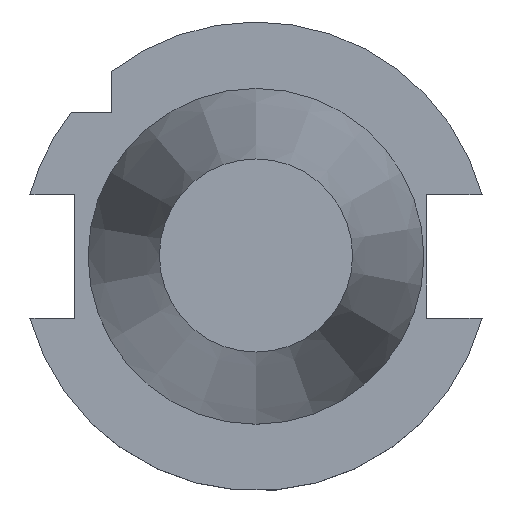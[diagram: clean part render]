
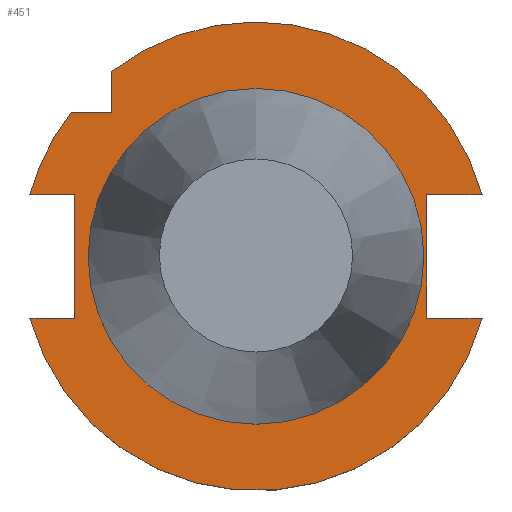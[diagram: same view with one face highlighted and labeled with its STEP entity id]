
A CAD part, top view. The second image highlights one B-rep face of the part: STEP entity #451.
In plain terms, the highlighted planar face has unit normal (0, 0, 1).
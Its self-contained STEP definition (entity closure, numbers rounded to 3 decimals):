
#166=EDGE_CURVE('240[2]',#505,#506,#507,.T.);
#184=EDGE_CURVE('240[2]',#534,#535,#536,.T.);
#191=EDGE_CURVE('240[2]',#546,#546,#547,.T.);
#270=EDGE_CURVE('240[2]',#669,#670,#671,.T.);
#335=EDGE_CURVE('240[2]',#659,#745,#763,.T.);
#339=EDGE_CURVE('240[2]',#535,#505,#767,.T.);
#400=EDGE_CURVE('240[2]',#670,#526,#845,.T.);
#424=EDGE_CURVE('240[2]',#543,#621,#871,.T.);
#438=EDGE_CURVE('240[2]',#659,#506,#886,.T.);
#451=ADVANCED_FACE('240[2]',(#901,#902),#903,.T.);
#459=EDGE_CURVE('240[2]',#534,#526,#912,.T.);
#461=EDGE_CURVE('240[2]',#745,#621,#914,.T.);
#463=EDGE_CURVE('240[2]',#543,#669,#916,.T.);
#505=VERTEX_POINT('',#955);
#506=VERTEX_POINT('',#956);
#507=LINE('',#957,#958);
#526=VERTEX_POINT('',#983);
#534=VERTEX_POINT('',#994);
#535=VERTEX_POINT('',#995);
#536=LINE('',#996,#997);
#543=VERTEX_POINT('',#1006);
#546=VERTEX_POINT('',#1011);
#547=CIRCLE('',#1012,34.925);
#621=VERTEX_POINT('',#1267);
#659=VERTEX_POINT('',#1340);
#669=VERTEX_POINT('',#1356);
#670=VERTEX_POINT('',#1357);
#671=LINE('',#1358,#1359);
#745=VERTEX_POINT('',#1471);
#763=LINE('',#1505,#1506);
#767=LINE('',#1521,#1522);
#845=LINE('',#1662,#1663);
#871=CIRCLE('',#1710,48.75);
#886=CIRCLE('',#1735,48.75);
#901=FACE_BOUND('',#1756,.T.);
#902=FACE_OUTER_BOUND('',#1757,.T.);
#903=PLANE('',#1758);
#912=CIRCLE('',#1773,48.75);
#914=LINE('',#1776,#1777);
#916=LINE('',#1780,#1781);
#955=CARTESIAN_POINT('',(35.5,12.85,-3.2));
#956=CARTESIAN_POINT('',(47.026,12.85,-3.2));
#957=CARTESIAN_POINT('',(21.422,12.85,-3.2));
#958=VECTOR('',#1823,1.0);
#983=CARTESIAN_POINT('',(-47.026,-12.85,-3.2));
#994=CARTESIAN_POINT('',(47.026,-12.85,-3.2));
#995=CARTESIAN_POINT('',(35.5,-12.85,-3.2));
#996=CARTESIAN_POINT('',(21.422,-12.85,-3.2));
#997=VECTOR('',#1862,1.0);
#1006=CARTESIAN_POINT('',(-47.026,12.85,-3.2));
#1011=CARTESIAN_POINT('',(0.,34.925,-3.2));
#1012=AXIS2_PLACEMENT_3D('',#1872,#1873,#1874);
#1267=CARTESIAN_POINT('',(-38.426,30.0,-3.2));
#1340=CARTESIAN_POINT('',(-30.0,38.426,-3.2));
#1356=CARTESIAN_POINT('',(-37.7,12.85,-3.2));
#1357=CARTESIAN_POINT('',(-37.7,-12.85,-3.2));
#1358=CARTESIAN_POINT('',(-37.7,20.919,-3.2));
#1359=VECTOR('',#1970,1.0);
#1471=CARTESIAN_POINT('',(-30.0,30.0,-3.2));
#1505=CARTESIAN_POINT('',(-30.0,38.978,-3.2));
#1506=VECTOR('',#2082,1.0);
#1521=CARTESIAN_POINT('',(35.5,20.919,-3.2));
#1522=VECTOR('',#2083,1.0);
#1662=CARTESIAN_POINT('',(-21.972,-12.85,-3.2));
#1663=VECTOR('',#2179,1.0);
#1710=AXIS2_PLACEMENT_3D('',#2221,#2222,#2223);
#1735=AXIS2_PLACEMENT_3D('',#2236,#2237,#2238);
#1756=EDGE_LOOP('',(#2260));
#1757=EDGE_LOOP('',(#2261,#2262,#2263,#2264,#2265,#2266,#2267,#2268,#2269,#2270,#2271));
#1758=AXIS2_PLACEMENT_3D('',#2272,#2273,#2274);
#1773=AXIS2_PLACEMENT_3D('',#2280,#2281,#2282);
#1776=CARTESIAN_POINT('',(-18.059,30.0,-3.2));
#1777=VECTOR('',#2283,1.0);
#1780=CARTESIAN_POINT('',(-21.972,12.85,-3.2));
#1781=VECTOR('',#2284,1.0);
#1823=DIRECTION('',(1.0,0.,0.));
#1862=DIRECTION('',(-1.0,0.,0.));
#1872=CARTESIAN_POINT('',(0.,0.,-3.2));
#1873=DIRECTION('',(0.,0.,-1.0));
#1874=DIRECTION('',(0.,1.0,0.));
#1970=DIRECTION('',(0.0,-1.0,0.));
#2082=DIRECTION('',(0.0,-1.0,0.));
#2083=DIRECTION('',(0.0,1.0,0.));
#2179=DIRECTION('',(-1.0,0.,0.));
#2221=CARTESIAN_POINT('',(0.,0.,-3.2));
#2222=DIRECTION('',(0.,0.,-1.0));
#2223=DIRECTION('',(0.,1.0,0.));
#2236=CARTESIAN_POINT('',(0.,0.,-3.2));
#2237=DIRECTION('',(0.,0.,-1.0));
#2238=DIRECTION('',(0.,1.0,0.));
#2260=ORIENTED_EDGE('',*,*,#191,.T.);
#2261=ORIENTED_EDGE('',*,*,#335,.T.);
#2262=ORIENTED_EDGE('',*,*,#461,.T.);
#2263=ORIENTED_EDGE('',*,*,#424,.F.);
#2264=ORIENTED_EDGE('',*,*,#463,.T.);
#2265=ORIENTED_EDGE('',*,*,#270,.T.);
#2266=ORIENTED_EDGE('',*,*,#400,.T.);
#2267=ORIENTED_EDGE('',*,*,#459,.F.);
#2268=ORIENTED_EDGE('',*,*,#184,.T.);
#2269=ORIENTED_EDGE('',*,*,#339,.T.);
#2270=ORIENTED_EDGE('',*,*,#166,.T.);
#2271=ORIENTED_EDGE('',*,*,#438,.F.);
#2272=CARTESIAN_POINT('',(0.,41.838,-3.2));
#2273=DIRECTION('',(0.,0.,1.0));
#2274=DIRECTION('',(0.,-1.0,0.));
#2280=CARTESIAN_POINT('',(0.,0.,-3.2));
#2281=DIRECTION('',(0.,0.,-1.0));
#2282=DIRECTION('',(0.,1.0,0.));
#2283=DIRECTION('',(-1.0,0.0,0.));
#2284=DIRECTION('',(1.0,0.,0.));
